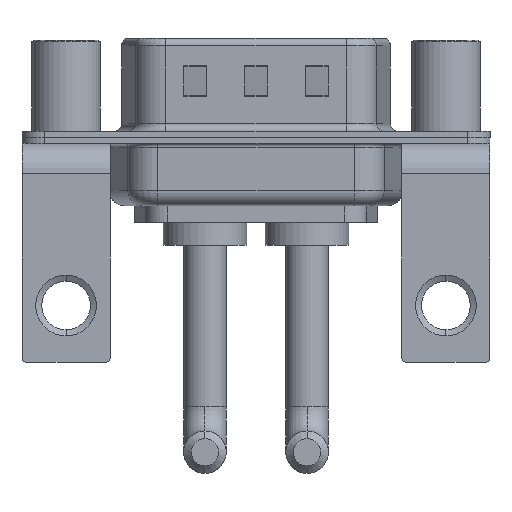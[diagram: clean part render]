
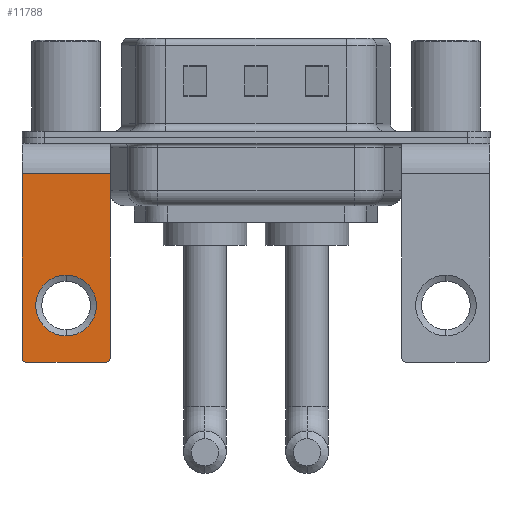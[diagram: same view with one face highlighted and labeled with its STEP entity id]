
A CAD part, front view. The second image highlights one B-rep face of the part: STEP entity #11788.
In plain terms, the highlighted planar face has unit normal (0, -1, 0).
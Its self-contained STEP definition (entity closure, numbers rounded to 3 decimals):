
#135 = CARTESIAN_POINT ( 'NONE',  ( 2.9, -6.25, -2.4 ) ) ;
#166 = DIRECTION ( 'NONE',  ( 0., 0., 1. ) ) ;
#218 = DIRECTION ( 'NONE',  ( 0., -1., 0. ) ) ;
#290 = DIRECTION ( 'NONE',  ( 0., 0., 1. ) ) ;
#299 = VERTEX_POINT ( 'NONE', #3971 ) ;
#304 = CARTESIAN_POINT ( 'NONE',  ( -2.65, -6.25, -14.8 ) ) ;
#390 = DIRECTION ( 'NONE',  ( -1., 0., 0. ) ) ;
#773 = ORIENTED_EDGE ( 'NONE', *, *, #12249, .F. ) ;
#913 = VERTEX_POINT ( 'NONE', #6863 ) ;
#2310 = CARTESIAN_POINT ( 'NONE',  ( 0., -6.25, -11.07 ) ) ;
#2335 = AXIS2_PLACEMENT_3D ( 'NONE', #14510, #14429, #166 ) ;
#2546 = ORIENTED_EDGE ( 'NONE', *, *, #7532, .T. ) ;
#2844 = CARTESIAN_POINT ( 'NONE',  ( 2.9, -6.25, -2.4 ) ) ;
#2914 = CARTESIAN_POINT ( 'NONE',  ( 2.65, -6.25, -14.8 ) ) ;
#3257 = CIRCLE ( 'NONE', #12788, 2. ) ;
#3841 = LINE ( 'NONE', #6659, #15161 ) ;
#3971 = CARTESIAN_POINT ( 'NONE',  ( 0., -6.25, -9.07 ) ) ;
#4019 = CARTESIAN_POINT ( 'NONE',  ( -2.9, -6.25, -2.4 ) ) ;
#4141 = EDGE_CURVE ( 'NONE', #16194, #4536, #11371, .T. ) ;
#4536 = VERTEX_POINT ( 'NONE', #304 ) ;
#4792 = CARTESIAN_POINT ( 'NONE',  ( 2.9, -6.25, -14.8 ) ) ;
#5844 = VECTOR ( 'NONE', #7290, 1000. ) ;
#6415 = CIRCLE ( 'NONE', #2335, 0.25 ) ;
#6419 = CARTESIAN_POINT ( 'NONE',  ( -2.9, -6.25, -2.4 ) ) ;
#6599 = FACE_OUTER_BOUND ( 'NONE', #16820, .T. ) ;
#6659 = CARTESIAN_POINT ( 'NONE',  ( 2.9, -6.25, -2.4 ) ) ;
#6728 = DIRECTION ( 'NONE',  ( 0., 0., 1. ) ) ;
#6804 = CARTESIAN_POINT ( 'NONE',  ( 0., -6.25, -11.07 ) ) ;
#6863 = CARTESIAN_POINT ( 'NONE',  ( -2.9, -6.25, -14.55 ) ) ;
#7290 = DIRECTION ( 'NONE',  ( -1., 0., 0. ) ) ;
#7532 = EDGE_CURVE ( 'NONE', #16194, #12399, #16433, .T. ) ;
#7877 = CARTESIAN_POINT ( 'NONE',  ( 2.9, -6.25, -2.4 ) ) ;
#7922 = CARTESIAN_POINT ( 'NONE',  ( 2.65, -6.25, -14.55 ) ) ;
#8587 = ORIENTED_EDGE ( 'NONE', *, *, #4141, .F. ) ;
#9375 = ORIENTED_EDGE ( 'NONE', *, *, #14542, .T. ) ;
#9798 = VECTOR ( 'NONE', #9927, 1000. ) ;
#9927 = DIRECTION ( 'NONE',  ( 0., 0., -1. ) ) ;
#10014 = LINE ( 'NONE', #6419, #9798 ) ;
#10293 = VERTEX_POINT ( 'NONE', #10671 ) ;
#10434 = EDGE_CURVE ( 'NONE', #913, #4536, #6415, .T. ) ;
#10671 = CARTESIAN_POINT ( 'NONE',  ( 0., -6.25, -13.07 ) ) ;
#11000 = AXIS2_PLACEMENT_3D ( 'NONE', #7922, #218, #6728 ) ;
#11371 = LINE ( 'NONE', #4792, #5844 ) ;
#11406 = AXIS2_PLACEMENT_3D ( 'NONE', #6804, #15744, #290 ) ;
#11438 = DIRECTION ( 'NONE',  ( 0., 1., 0. ) ) ;
#11788 = ADVANCED_FACE ( 'NONE', ( #15788, #6599 ), #14348, .F. ) ;
#11874 = DIRECTION ( 'NONE',  ( 0., 1., 0. ) ) ;
#12249 = EDGE_CURVE ( 'NONE', #15753, #12399, #3841, .T. ) ;
#12278 = CARTESIAN_POINT ( 'NONE',  ( 2.9, -6.25, -14.55 ) ) ;
#12399 = VERTEX_POINT ( 'NONE', #12278 ) ;
#12716 = AXIS2_PLACEMENT_3D ( 'NONE', #7877, #11874, #13072 ) ;
#12788 = AXIS2_PLACEMENT_3D ( 'NONE', #2310, #11438, #16543 ) ;
#13072 = DIRECTION ( 'NONE',  ( 0., 0., 1. ) ) ;
#13280 = EDGE_CURVE ( 'NONE', #15753, #14827, #14403, .T. ) ;
#13742 = ORIENTED_EDGE ( 'NONE', *, *, #10434, .T. ) ;
#13766 = ORIENTED_EDGE ( 'NONE', *, *, #13280, .T. ) ;
#13898 = EDGE_LOOP ( 'NONE', ( #14845, #15721 ) ) ;
#14348 = PLANE ( 'NONE',  #12716 ) ;
#14379 = VECTOR ( 'NONE', #390, 1000. ) ;
#14403 = LINE ( 'NONE', #135, #14379 ) ;
#14429 = DIRECTION ( 'NONE',  ( 0., -1., 0. ) ) ;
#14510 = CARTESIAN_POINT ( 'NONE',  ( -2.65, -6.25, -14.55 ) ) ;
#14542 = EDGE_CURVE ( 'NONE', #14827, #913, #10014, .T. ) ;
#14827 = VERTEX_POINT ( 'NONE', #4019 ) ;
#14845 = ORIENTED_EDGE ( 'NONE', *, *, #16541, .T. ) ;
#15161 = VECTOR ( 'NONE', #15692, 1000. ) ;
#15283 = EDGE_CURVE ( 'NONE', #299, #10293, #16016, .T. ) ;
#15692 = DIRECTION ( 'NONE',  ( 0., 0., -1. ) ) ;
#15721 = ORIENTED_EDGE ( 'NONE', *, *, #15283, .T. ) ;
#15744 = DIRECTION ( 'NONE',  ( 0., 1., 0. ) ) ;
#15753 = VERTEX_POINT ( 'NONE', #2844 ) ;
#15788 = FACE_BOUND ( 'NONE', #13898, .T. ) ;
#16016 = CIRCLE ( 'NONE', #11406, 2. ) ;
#16194 = VERTEX_POINT ( 'NONE', #2914 ) ;
#16433 = CIRCLE ( 'NONE', #11000, 0.25 ) ;
#16541 = EDGE_CURVE ( 'NONE', #10293, #299, #3257, .T. ) ;
#16543 = DIRECTION ( 'NONE',  ( 0., 0., 1. ) ) ;
#16820 = EDGE_LOOP ( 'NONE', ( #9375, #13742, #8587, #2546, #773, #13766 ) ) ;
